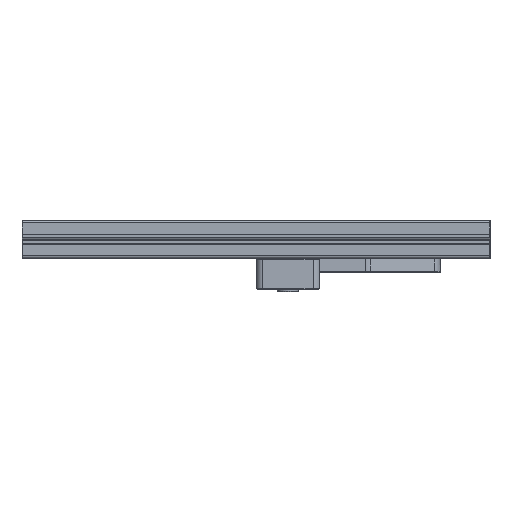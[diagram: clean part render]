
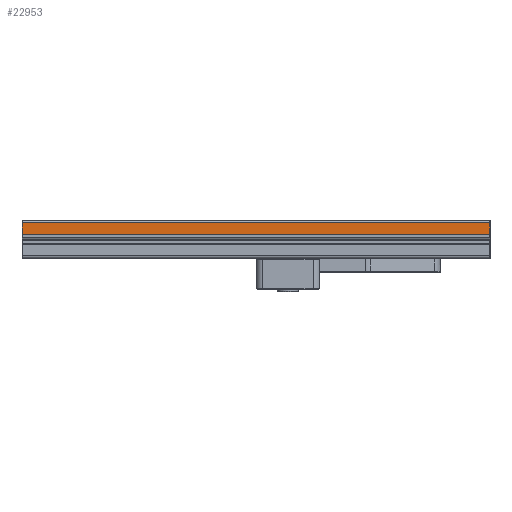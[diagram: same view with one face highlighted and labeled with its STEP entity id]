
A CAD part, left-side view. The second image highlights one B-rep face of the part: STEP entity #22953.
In plain terms, the highlighted planar face has unit normal (-1, 0, 0).
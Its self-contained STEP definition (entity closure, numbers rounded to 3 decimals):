
#1082=FACE_OUTER_BOUND('',#2383,.T.);
#2383=EDGE_LOOP('',(#15901,#15902,#15903,#15904));
#5114=LINE('',#34083,#7368);
#5115=LINE('',#34087,#7369);
#5116=LINE('',#34089,#7370);
#5117=LINE('',#34090,#7371);
#7368=VECTOR('',#27266,1.);
#7369=VECTOR('',#27271,1.);
#7370=VECTOR('',#27272,1.);
#7371=VECTOR('',#27273,1.);
#9540=VERTEX_POINT('',#34080);
#9541=VERTEX_POINT('',#34082);
#9542=VERTEX_POINT('',#34086);
#9543=VERTEX_POINT('',#34088);
#11959=EDGE_CURVE('',#9540,#9541,#5114,.T.);
#11961=EDGE_CURVE('',#9540,#9542,#5115,.T.);
#11962=EDGE_CURVE('',#9542,#9543,#5116,.T.);
#11963=EDGE_CURVE('',#9541,#9543,#5117,.T.);
#15901=ORIENTED_EDGE('',*,*,#11959,.F.);
#15902=ORIENTED_EDGE('',*,*,#11961,.T.);
#15903=ORIENTED_EDGE('',*,*,#11962,.T.);
#15904=ORIENTED_EDGE('',*,*,#11963,.F.);
#22194=PLANE('',#24458);
#22953=ADVANCED_FACE('',(#1082),#22194,.F.);
#24458=AXIS2_PLACEMENT_3D('',#34085,#27269,#27270);
#27266=DIRECTION('',(0.,0.,1.));
#27269=DIRECTION('center_axis',(1.,0.,0.));
#27270=DIRECTION('ref_axis',(0.,-1.,0.));
#27271=DIRECTION('',(0.,-1.,0.));
#27272=DIRECTION('',(0.,0.,1.));
#27273=DIRECTION('',(0.,-1.,0.));
#34080=CARTESIAN_POINT('',(-7.5,6.5,0.));
#34082=CARTESIAN_POINT('',(-7.5,6.5,185.));
#34083=CARTESIAN_POINT('',(-7.5,6.5,0.));
#34085=CARTESIAN_POINT('Origin',(-7.5,6.5,0.));
#34086=CARTESIAN_POINT('',(-7.5,2.,0.));
#34087=CARTESIAN_POINT('',(-7.5,3.25,0.));
#34088=CARTESIAN_POINT('',(-7.5,2.,185.));
#34089=CARTESIAN_POINT('',(-7.5,2.,0.));
#34090=CARTESIAN_POINT('',(-7.5,3.25,185.));
